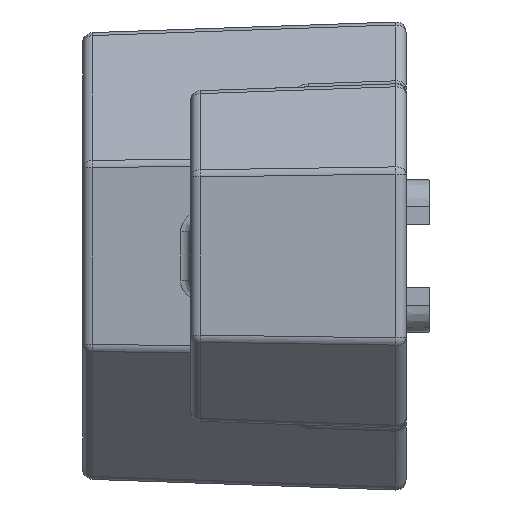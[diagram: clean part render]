
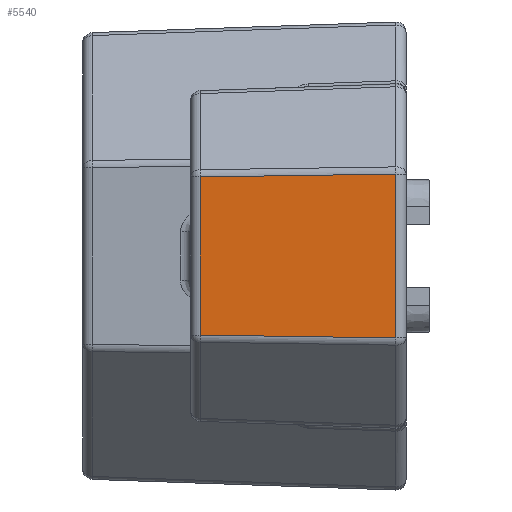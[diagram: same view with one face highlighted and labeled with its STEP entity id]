
A CAD part, left-side view. The second image highlights one B-rep face of the part: STEP entity #5540.
In plain terms, the highlighted planar face has unit normal (-0.999, 0.035, 0).
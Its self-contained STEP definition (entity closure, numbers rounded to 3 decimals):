
#60=PLANE('',#6041);
#230=LINE('',#8948,#595);
#379=LINE('',#9679,#744);
#380=LINE('',#9681,#745);
#381=LINE('',#9682,#746);
#595=VECTOR('',#6823,1000.);
#744=VECTOR('',#7096,1000.);
#745=VECTOR('',#7097,1000.);
#746=VECTOR('',#7098,1000.);
#1248=FACE_OUTER_BOUND('',#1597,.T.);
#1597=EDGE_LOOP('',(#3970,#3971,#3972,#3973));
#2361=VERTEX_POINT('',#8940);
#2363=VERTEX_POINT('',#8946);
#2521=VERTEX_POINT('',#9678);
#2522=VERTEX_POINT('',#9680);
#2856=EDGE_CURVE('',#2363,#2361,#230,.T.);
#3057=EDGE_CURVE('',#2521,#2363,#379,.T.);
#3058=EDGE_CURVE('',#2522,#2521,#380,.T.);
#3059=EDGE_CURVE('',#2361,#2522,#381,.T.);
#3970=ORIENTED_EDGE('',*,*,#2856,.F.);
#3971=ORIENTED_EDGE('',*,*,#3057,.F.);
#3972=ORIENTED_EDGE('',*,*,#3058,.F.);
#3973=ORIENTED_EDGE('',*,*,#3059,.F.);
#5540=ADVANCED_FACE('',(#1248),#60,.F.);
#6041=AXIS2_PLACEMENT_3D('',#9677,#7094,#7095);
#6823=DIRECTION('',(0.,0.,-1.));
#7094=DIRECTION('center_axis',(0.999,-0.035,0.));
#7095=DIRECTION('ref_axis',(-0.035,-0.999,0.));
#7096=DIRECTION('',(-0.035,-0.999,0.014));
#7097=DIRECTION('',(0.,0.,1.));
#7098=DIRECTION('',(0.035,0.999,0.014));
#8940=CARTESIAN_POINT('',(-17.769,0.31,-2.411));
#8946=CARTESIAN_POINT('',(-17.769,0.31,2.411));
#8948=CARTESIAN_POINT('',(-17.769,0.31,2.54));
#9677=CARTESIAN_POINT('Origin',(-17.78,0.,2.54));
#9678=CARTESIAN_POINT('',(-17.568,6.06,2.328));
#9679=CARTESIAN_POINT('',(-17.78,-0.002,2.416));
#9680=CARTESIAN_POINT('',(-17.568,6.06,-2.328));
#9681=CARTESIAN_POINT('',(-17.568,6.06,2.448));
#9682=CARTESIAN_POINT('',(-17.778,0.072,-2.415));
